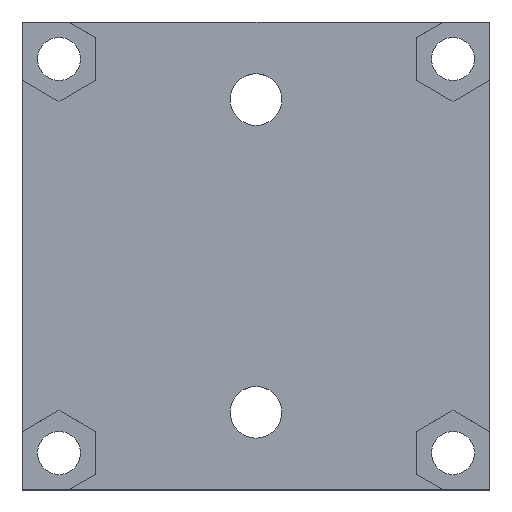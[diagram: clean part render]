
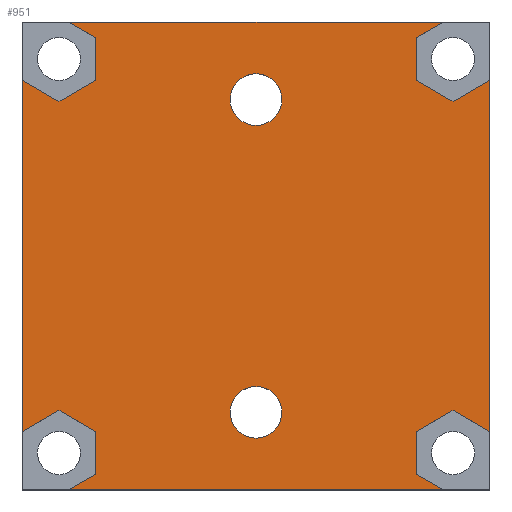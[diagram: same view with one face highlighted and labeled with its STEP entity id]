
A CAD part, top view. The second image highlights one B-rep face of the part: STEP entity #951.
In plain terms, the highlighted planar face has unit normal (0, 0, 1).
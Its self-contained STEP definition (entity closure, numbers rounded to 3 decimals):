
#46=FACE_BOUND('',#168,.T.);
#47=FACE_BOUND('',#169,.T.);
#55=CIRCLE('',#986,2.1);
#57=CIRCLE('',#989,2.1);
#115=FACE_OUTER_BOUND('',#167,.T.);
#167=EDGE_LOOP('',(#806,#807,#808,#809,#810,#811,#812,#813,#814,#815,#816,
#817,#818,#819,#820,#821,#822,#823,#824,#825));
#168=EDGE_LOOP('',(#826));
#169=EDGE_LOOP('',(#827));
#184=LINE('',#1291,#298);
#195=LINE('',#1313,#309);
#199=LINE('',#1322,#313);
#242=LINE('',#1418,#356);
#246=LINE('',#1425,#360);
#249=LINE('',#1432,#363);
#252=LINE('',#1437,#366);
#255=LINE('',#1445,#369);
#258=LINE('',#1451,#372);
#261=LINE('',#1457,#375);
#266=LINE('',#1466,#380);
#270=LINE('',#1476,#384);
#271=LINE('',#1479,#385);
#274=LINE('',#1485,#388);
#277=LINE('',#1490,#391);
#283=LINE('',#1507,#397);
#285=LINE('',#1511,#399);
#287=LINE('',#1515,#401);
#289=LINE('',#1518,#403);
#290=LINE('',#1520,#404);
#298=VECTOR('',#1049,10.);
#309=VECTOR('',#1062,10.);
#313=VECTOR('',#1068,10.);
#356=VECTOR('',#1153,10.);
#360=VECTOR('',#1159,10.);
#363=VECTOR('',#1164,10.);
#366=VECTOR('',#1169,10.);
#369=VECTOR('',#1178,10.);
#372=VECTOR('',#1183,10.);
#375=VECTOR('',#1188,10.);
#380=VECTOR('',#1195,10.);
#384=VECTOR('',#1205,10.);
#385=VECTOR('',#1208,10.);
#388=VECTOR('',#1213,10.);
#391=VECTOR('',#1218,10.);
#397=VECTOR('',#1234,10.);
#399=VECTOR('',#1238,10.);
#401=VECTOR('',#1242,10.);
#403=VECTOR('',#1246,10.);
#404=VECTOR('',#1249,10.);
#412=VERTEX_POINT('',#1288);
#413=VERTEX_POINT('',#1290);
#422=VERTEX_POINT('',#1310);
#423=VERTEX_POINT('',#1312);
#426=VERTEX_POINT('',#1319);
#427=VERTEX_POINT('',#1321);
#431=VERTEX_POINT('',#1332);
#433=VERTEX_POINT('',#1338);
#458=VERTEX_POINT('',#1416);
#459=VERTEX_POINT('',#1417);
#462=VERTEX_POINT('',#1428);
#464=VERTEX_POINT('',#1431);
#467=VERTEX_POINT('',#1444);
#469=VERTEX_POINT('',#1450);
#471=VERTEX_POINT('',#1456);
#474=VERTEX_POINT('',#1463);
#477=VERTEX_POINT('',#1474);
#478=VERTEX_POINT('',#1478);
#480=VERTEX_POINT('',#1484);
#487=VERTEX_POINT('',#1506);
#488=VERTEX_POINT('',#1510);
#489=VERTEX_POINT('',#1514);
#496=EDGE_CURVE('',#413,#412,#184,.T.);
#507=EDGE_CURVE('',#423,#422,#195,.T.);
#511=EDGE_CURVE('',#427,#426,#199,.T.);
#518=EDGE_CURVE('',#431,#431,#55,.T.);
#521=EDGE_CURVE('',#433,#433,#57,.T.);
#558=EDGE_CURVE('',#458,#459,#242,.T.);
#562=EDGE_CURVE('',#426,#458,#246,.T.);
#565=EDGE_CURVE('',#464,#462,#249,.T.);
#568=EDGE_CURVE('',#459,#464,#252,.T.);
#572=EDGE_CURVE('',#467,#413,#255,.T.);
#575=EDGE_CURVE('',#469,#467,#258,.T.);
#578=EDGE_CURVE('',#471,#469,#261,.T.);
#583=EDGE_CURVE('',#474,#471,#266,.T.);
#588=EDGE_CURVE('',#422,#477,#270,.T.);
#589=EDGE_CURVE('',#478,#427,#271,.T.);
#592=EDGE_CURVE('',#480,#478,#274,.T.);
#595=EDGE_CURVE('',#477,#480,#277,.T.);
#603=EDGE_CURVE('',#487,#423,#283,.T.);
#605=EDGE_CURVE('',#488,#487,#285,.T.);
#607=EDGE_CURVE('',#489,#488,#287,.T.);
#609=EDGE_CURVE('',#412,#489,#289,.T.);
#610=EDGE_CURVE('',#462,#474,#290,.T.);
#806=ORIENTED_EDGE('',*,*,#562,.T.);
#807=ORIENTED_EDGE('',*,*,#558,.T.);
#808=ORIENTED_EDGE('',*,*,#568,.T.);
#809=ORIENTED_EDGE('',*,*,#565,.T.);
#810=ORIENTED_EDGE('',*,*,#610,.T.);
#811=ORIENTED_EDGE('',*,*,#583,.T.);
#812=ORIENTED_EDGE('',*,*,#578,.T.);
#813=ORIENTED_EDGE('',*,*,#575,.T.);
#814=ORIENTED_EDGE('',*,*,#572,.T.);
#815=ORIENTED_EDGE('',*,*,#496,.T.);
#816=ORIENTED_EDGE('',*,*,#609,.T.);
#817=ORIENTED_EDGE('',*,*,#607,.T.);
#818=ORIENTED_EDGE('',*,*,#605,.T.);
#819=ORIENTED_EDGE('',*,*,#603,.T.);
#820=ORIENTED_EDGE('',*,*,#507,.T.);
#821=ORIENTED_EDGE('',*,*,#588,.T.);
#822=ORIENTED_EDGE('',*,*,#595,.T.);
#823=ORIENTED_EDGE('',*,*,#592,.T.);
#824=ORIENTED_EDGE('',*,*,#589,.T.);
#825=ORIENTED_EDGE('',*,*,#511,.T.);
#826=ORIENTED_EDGE('',*,*,#518,.T.);
#827=ORIENTED_EDGE('',*,*,#521,.T.);
#909=PLANE('',#1028);
#951=ADVANCED_FACE('',(#115,#46,#47),#909,.T.);
#986=AXIS2_PLACEMENT_3D('',#1334,#1078,#1079);
#989=AXIS2_PLACEMENT_3D('',#1340,#1085,#1086);
#1028=AXIS2_PLACEMENT_3D('',#1519,#1247,#1248);
#1049=DIRECTION('',(0.,-1.,0.));
#1062=DIRECTION('',(1.,0.,0.));
#1068=DIRECTION('',(0.,1.,0.));
#1078=DIRECTION('center_axis',(0.,0.,-1.));
#1079=DIRECTION('ref_axis',(1.,0.,0.));
#1085=DIRECTION('center_axis',(0.,0.,-1.));
#1086=DIRECTION('ref_axis',(1.,0.,0.));
#1153=DIRECTION('',(-0.866,0.5,0.));
#1159=DIRECTION('',(-0.866,-0.5,0.));
#1164=DIRECTION('',(0.866,0.5,0.));
#1169=DIRECTION('',(0.,1.,0.));
#1178=DIRECTION('',(-0.866,0.5,0.));
#1183=DIRECTION('',(-0.866,-0.5,0.));
#1188=DIRECTION('',(0.,-1.,0.));
#1195=DIRECTION('',(0.866,-0.5,0.));
#1205=DIRECTION('',(-0.866,0.5,0.));
#1208=DIRECTION('',(0.866,-0.5,0.));
#1213=DIRECTION('',(0.866,0.5,0.));
#1218=DIRECTION('',(0.,1.,0.));
#1234=DIRECTION('',(-0.866,-0.5,0.));
#1238=DIRECTION('',(0.,-1.,0.));
#1242=DIRECTION('',(0.866,-0.5,0.));
#1246=DIRECTION('',(0.866,0.5,0.));
#1247=DIRECTION('center_axis',(0.,0.,1.));
#1248=DIRECTION('ref_axis',(1.,0.,0.));
#1249=DIRECTION('',(-1.,0.,0.));
#1288=CARTESIAN_POINT('',(-19.,-14.268,5.));
#1290=CARTESIAN_POINT('',(-19.,14.268,5.));
#1291=CARTESIAN_POINT('',(-19.,19.,5.));
#1310=CARTESIAN_POINT('',(15.196,-19.,5.));
#1312=CARTESIAN_POINT('',(-15.196,-19.,5.));
#1313=CARTESIAN_POINT('',(-19.,-19.,5.));
#1319=CARTESIAN_POINT('',(19.,14.268,5.));
#1321=CARTESIAN_POINT('',(19.,-14.268,5.));
#1322=CARTESIAN_POINT('',(19.,-19.,5.));
#1332=CARTESIAN_POINT('',(-2.1,12.7,5.));
#1334=CARTESIAN_POINT('Origin',(0.,12.7,5.));
#1338=CARTESIAN_POINT('',(-2.1,-12.7,5.));
#1340=CARTESIAN_POINT('Origin',(0.,-12.7,5.));
#1416=CARTESIAN_POINT('',(16.,12.536,5.));
#1417=CARTESIAN_POINT('',(13.,14.268,5.));
#1418=CARTESIAN_POINT('',(12.714,14.433,5.));
#1425=CARTESIAN_POINT('',(8.786,8.371,5.));
#1428=CARTESIAN_POINT('',(15.196,19.,5.));
#1431=CARTESIAN_POINT('',(13.,17.732,5.));
#1432=CARTESIAN_POINT('',(4.286,12.701,5.));
#1437=CARTESIAN_POINT('',(13.,7.134,5.));
#1444=CARTESIAN_POINT('',(-16.,12.536,5.));
#1445=CARTESIAN_POINT('',(-7.286,7.505,5.));
#1450=CARTESIAN_POINT('',(-13.,14.268,5.));
#1451=CARTESIAN_POINT('',(-11.214,15.299,5.));
#1456=CARTESIAN_POINT('',(-13.,17.732,5.));
#1457=CARTESIAN_POINT('',(-13.,8.866,5.));
#1463=CARTESIAN_POINT('',(-15.196,19.,5.));
#1466=CARTESIAN_POINT('',(-5.786,13.567,5.));
#1474=CARTESIAN_POINT('',(13.,-17.732,5.));
#1476=CARTESIAN_POINT('',(5.786,-13.567,5.));
#1478=CARTESIAN_POINT('',(16.,-12.536,5.));
#1479=CARTESIAN_POINT('',(7.286,-7.505,5.));
#1484=CARTESIAN_POINT('',(13.,-14.268,5.));
#1485=CARTESIAN_POINT('',(11.214,-15.299,5.));
#1490=CARTESIAN_POINT('',(13.,-8.866,5.));
#1506=CARTESIAN_POINT('',(-13.,-17.732,5.));
#1507=CARTESIAN_POINT('',(-4.286,-12.701,5.));
#1510=CARTESIAN_POINT('',(-13.,-14.268,5.));
#1511=CARTESIAN_POINT('',(-13.,-7.134,5.));
#1514=CARTESIAN_POINT('',(-16.,-12.536,5.));
#1515=CARTESIAN_POINT('',(-12.714,-14.433,5.));
#1518=CARTESIAN_POINT('',(-8.786,-8.371,5.));
#1519=CARTESIAN_POINT('Origin',(0.,0.,5.));
#1520=CARTESIAN_POINT('',(19.,19.,5.));
